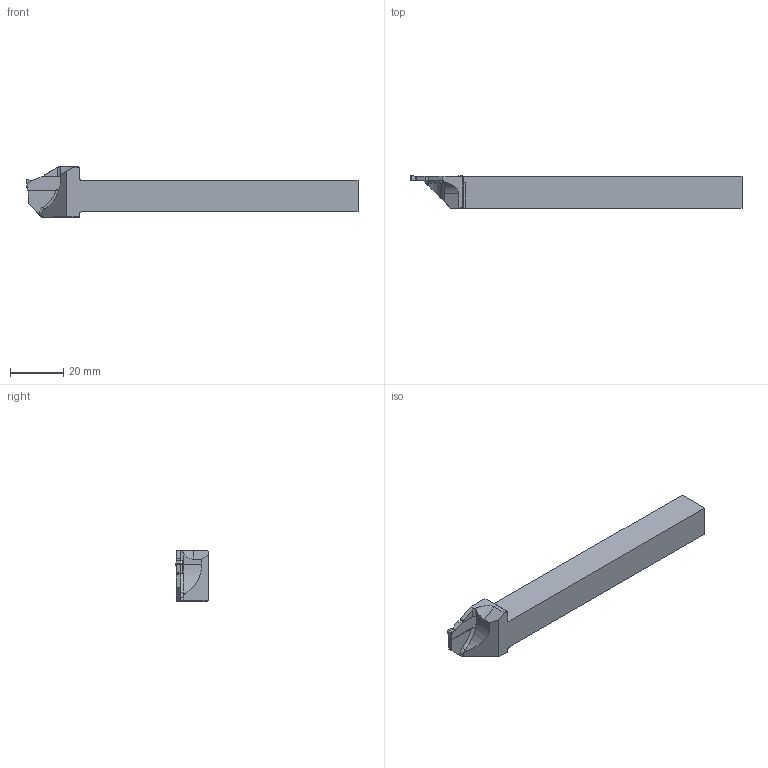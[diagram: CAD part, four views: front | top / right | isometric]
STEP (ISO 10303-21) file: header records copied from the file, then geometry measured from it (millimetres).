
FILE_DESCRIPTION(/* description */ (''),/* implementation_level */ '2;1');
FILE_NAME(/* name */ 'ADKT-TD-L-1212-2-T12-K-S.stp',/* time_stamp */ '2023-10-19T16:14:59+03:00',/* author */ (''),/* organization */ (''),/* preprocessor_version */ 'ST-DEVELOPER v19.4',/* originating_system */ 'SIEMENS PLM Software NX2306.3001',/* authorisation */ '');
FILE_SCHEMA (('AUTOMOTIVE_DESIGN { 1 0 10303 214 3 1 1 1 }'));
Length unit declared in the file: millimetre
Products named in the file (1): ADKT-TD-R-1212-2-T12-K-S_objects
Bounding box: 125 x 12.18 x 19 mm (x, y, z)
Volume: 17103.3 mm3; surface area: 6470.5 mm2
Topology: 2 solids, 2 shells, 70 faces, 187 edges, 121 vertices
Faces by surface type: plane 45, cylinder 21, torus 2, cone 1, bspline 1
Entity records: 2274 total; most frequent: CARTESIAN_POINT 466, ORIENTED_EDGE 374, DIRECTION 365, EDGE_CURVE 187, LINE 133, VECTOR 133, VERTEX_POINT 121, AXIS2_PLACEMENT_3D 116
